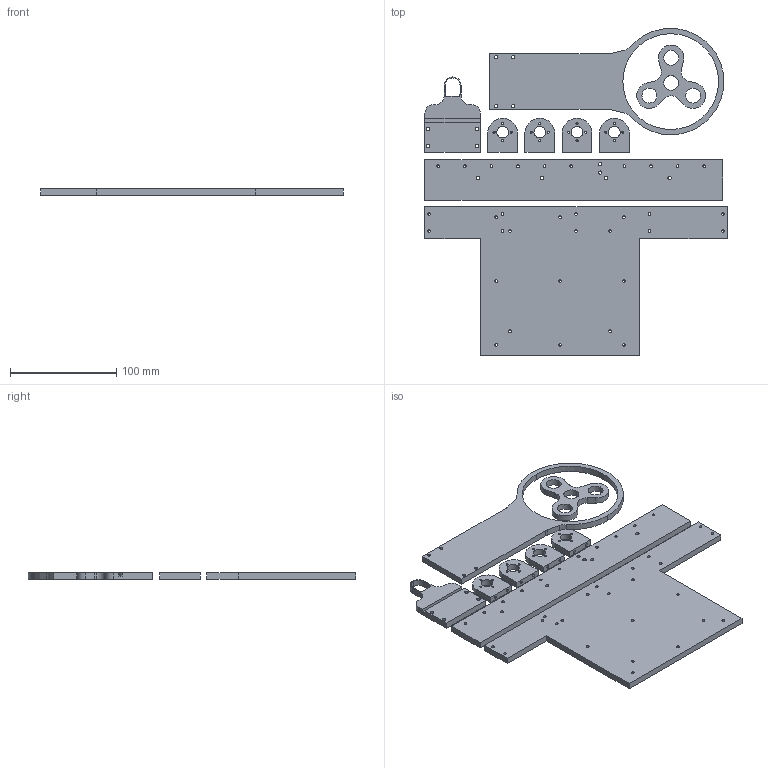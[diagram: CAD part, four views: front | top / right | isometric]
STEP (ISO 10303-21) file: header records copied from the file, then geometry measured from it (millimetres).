
FILE_DESCRIPTION (( 'STEP AP203' ), '1' );
FILE_NAME ('milling_6_assy.STEP', '2017-05-19T14:39:47', ( '' ), ( '' ), 'SwSTEP 2.0', 'SolidWorks 2016', '' );
FILE_SCHEMA (( 'CONFIG_CONTROL_DESIGN' ));
Length unit declared in the file: millimetre
Products named in the file (7): milling_6_assy; module_v5_pt13_D‚pli‚; module_v5_pt6; ore_pt2; ore_pt1; 2017_board_floor; Spinner
Assembly tree (9 placements, depth 2):
  milling_6_assy
    module_v5_pt6
    module_v5_pt13_D‚pli‚
    ore_pt2  x4
    ore_pt1
    2017_board_floor
    Spinner
Bounding box: 284 x 307.51 x 6 mm (x, y, z)
Volume: 298965.9 mm3; surface area: 125345 mm2
Topology: 9 solids, 9 shells, 266 faces, 721 edges, 481 vertices
Faces by surface type: cylinder 191, plane 75
Entity records: 7652 total; most frequent: DIRECTION 1275, CARTESIAN_POINT 1144, ORIENTED_EDGE 1118, EDGE_CURVE 559, AXIS2_PLACEMENT_3D 504, VERTEX_POINT 373, EDGE_LOOP 318, CIRCLE 292
